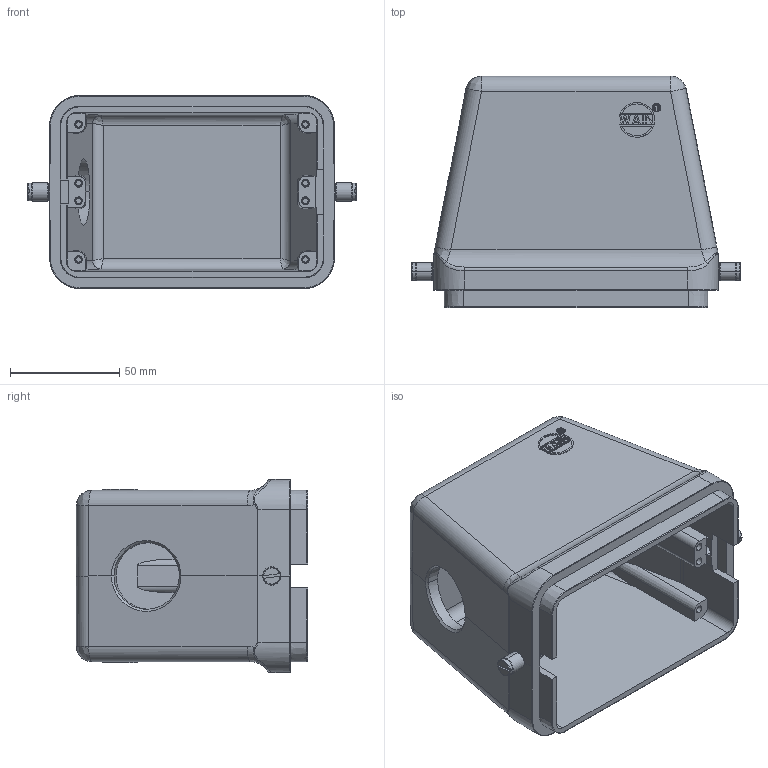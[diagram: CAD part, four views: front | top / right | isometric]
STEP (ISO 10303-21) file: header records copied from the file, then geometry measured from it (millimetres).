
FILE_DESCRIPTION (( 'STEP AP203' ), '1' );
FILE_NAME ('H48B-MSE-2B-M32.STP', '2017-08-30T12:07:00', ( '微软用户' ), ( '微软中国' ), 'SwSTEP 2.0', 'SolidWorks 2012', '' );
FILE_SCHEMA (( 'CONFIG_CONTROL_DESIGN' ));
Length unit declared in the file: millimetre
Products named in the file (1): H48B-MSE-2B-M32
Bounding box: 150.8 x 106 x 88.5 mm (x, y, z)
Volume: 252127.5 mm3; surface area: 93545.3 mm2
Topology: 1 solids, 3 shells, 470 faces, 1185 edges, 764 vertices
Faces by surface type: plane 264, cylinder 131, bspline 46, cone 24, torus 5
Entity records: 21695 total; most frequent: CARTESIAN_POINT 11187, ORIENTED_EDGE 2370, DIRECTION 1750, EDGE_CURVE 1185, LINE 766, VECTOR 766, VERTEX_POINT 764, EDGE_LOOP 521
